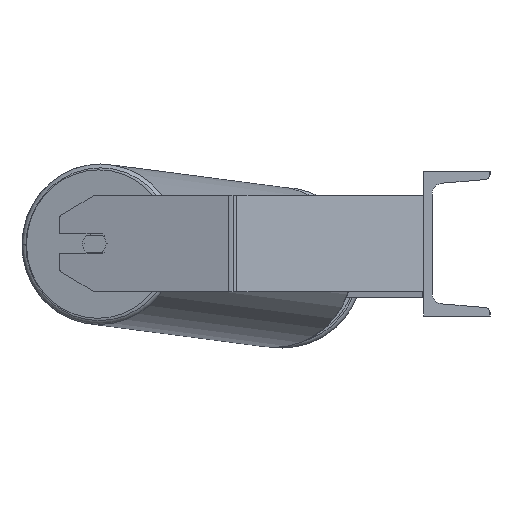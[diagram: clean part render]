
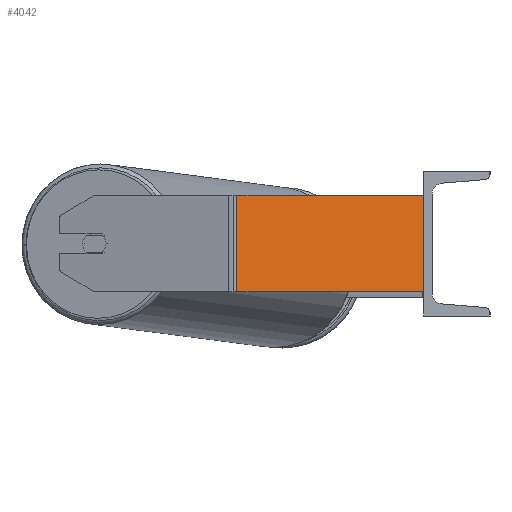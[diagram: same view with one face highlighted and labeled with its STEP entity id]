
A CAD part, left-side view. The second image highlights one B-rep face of the part: STEP entity #4042.
In plain terms, the highlighted planar face has unit normal (-0.985, -0.174, 0).
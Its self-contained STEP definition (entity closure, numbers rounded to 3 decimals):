
#69 = EDGE_LOOP ( 'NONE', ( #4432, #4674, #231, #5097 ) ) ;
#222 = CARTESIAN_POINT ( 'NONE',  ( -912.86, 158.002, 40. ) ) ;
#231 = ORIENTED_EDGE ( 'NONE', *, *, #3516, .F. ) ;
#901 = DIRECTION ( 'NONE',  ( 0.174, -0.985, 0. ) ) ;
#1084 = LINE ( 'NONE', #5153, #5375 ) ;
#1427 = LINE ( 'NONE', #222, #6234 ) ;
#2124 = VECTOR ( 'NONE', #8908, 1000. ) ;
#2149 = VECTOR ( 'NONE', #7646, 1000. ) ;
#2294 = DIRECTION ( 'NONE',  ( 0.985, 0.174, 0. ) ) ;
#2765 = FACE_OUTER_BOUND ( 'NONE', #69, .T. ) ;
#3076 = LINE ( 'NONE', #5856, #2124 ) ;
#3090 = CARTESIAN_POINT ( 'NONE',  ( -912.86, 158.002, 40. ) ) ;
#3301 = VERTEX_POINT ( 'NONE', #8416 ) ;
#3516 = EDGE_CURVE ( 'NONE', #8695, #3301, #1427, .T. ) ;
#3560 = VERTEX_POINT ( 'NONE', #6700 ) ;
#3937 = DIRECTION ( 'NONE',  ( 0.174, -0.985, 0. ) ) ;
#4042 = ADVANCED_FACE ( 'NONE', ( #2765 ), #6469, .F. ) ;
#4047 = LINE ( 'NONE', #9067, #2149 ) ;
#4432 = ORIENTED_EDGE ( 'NONE', *, *, #7307, .T. ) ;
#4563 = CARTESIAN_POINT ( 'NONE',  ( -912.244, 154.509, -40. ) ) ;
#4674 = ORIENTED_EDGE ( 'NONE', *, *, #7350, .F. ) ;
#5056 = AXIS2_PLACEMENT_3D ( 'NONE', #3090, #2294, #7148 ) ;
#5097 = ORIENTED_EDGE ( 'NONE', *, *, #8304, .T. ) ;
#5153 = CARTESIAN_POINT ( 'NONE',  ( -912.86, 158.002, -40. ) ) ;
#5375 = VECTOR ( 'NONE', #3937, 1000. ) ;
#5856 = CARTESIAN_POINT ( 'NONE',  ( -885., 0., 40. ) ) ;
#6234 = VECTOR ( 'NONE', #901, 1000. ) ;
#6264 = CARTESIAN_POINT ( 'NONE',  ( -912.244, 154.509, 40. ) ) ;
#6469 = PLANE ( 'NONE',  #5056 ) ;
#6700 = CARTESIAN_POINT ( 'NONE',  ( -885., 0., -40. ) ) ;
#7148 = DIRECTION ( 'NONE',  ( -0.174, 0.985, 0. ) ) ;
#7307 = EDGE_CURVE ( 'NONE', #9136, #3560, #1084, .T. ) ;
#7350 = EDGE_CURVE ( 'NONE', #3301, #3560, #3076, .T. ) ;
#7646 = DIRECTION ( 'NONE',  ( 0., 0., -1. ) ) ;
#8304 = EDGE_CURVE ( 'NONE', #8695, #9136, #4047, .T. ) ;
#8416 = CARTESIAN_POINT ( 'NONE',  ( -885., 0., 40. ) ) ;
#8695 = VERTEX_POINT ( 'NONE', #6264 ) ;
#8908 = DIRECTION ( 'NONE',  ( 0., 0., -1. ) ) ;
#9067 = CARTESIAN_POINT ( 'NONE',  ( -912.244, 154.509, 40. ) ) ;
#9136 = VERTEX_POINT ( 'NONE', #4563 ) ;
